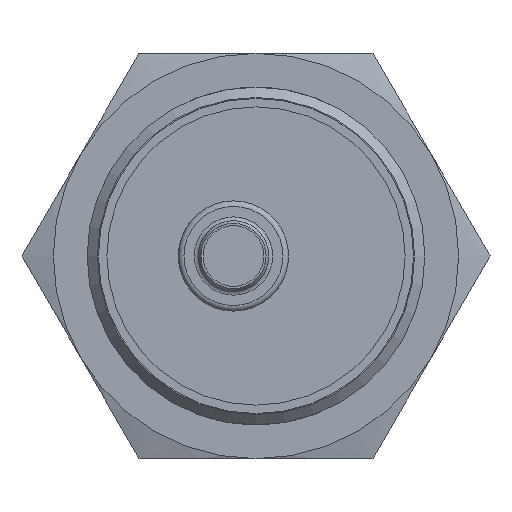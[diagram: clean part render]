
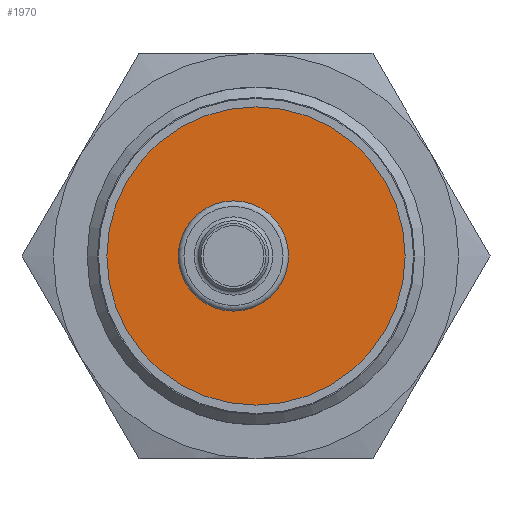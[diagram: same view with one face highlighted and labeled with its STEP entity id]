
A CAD part, left-side view. The second image highlights one B-rep face of the part: STEP entity #1970.
In plain terms, the highlighted planar face has unit normal (-1, 0, 0).
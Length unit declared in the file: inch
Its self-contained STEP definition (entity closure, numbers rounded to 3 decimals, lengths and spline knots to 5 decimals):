
#66 = AXIS2_PLACEMENT_3D ( 'NONE', #75, #3124, #2905 ) ;
#72 = VERTEX_POINT ( 'NONE', #1316 ) ;
#75 = CARTESIAN_POINT ( 'NONE',  ( 0., 0.07874, 0. ) ) ;
#87 = CIRCLE ( 'NONE', #66, 0.19291 ) ;
#243 = EDGE_CURVE ( 'NONE', #1312, #1312, #87, .T. ) ;
#391 = CARTESIAN_POINT ( 'NONE',  ( 0., 0., 0. ) ) ;
#1098 = EDGE_LOOP ( 'NONE', ( #3001 ) ) ;
#1234 = ORIENTED_EDGE ( 'NONE', *, *, #243, .T. ) ;
#1312 = VERTEX_POINT ( 'NONE', #2547 ) ;
#1316 = CARTESIAN_POINT ( 'NONE',  ( 0., 0., 0.52165 ) ) ;
#1427 = DIRECTION ( 'NONE',  ( -1., 0., 0. ) ) ;
#1907 = AXIS2_PLACEMENT_3D ( 'NONE', #391, #1427, #3189 ) ;
#1970 = ADVANCED_FACE ( 'NONE', ( #3050, #2228 ), #2949, .T. ) ;
#2006 = AXIS2_PLACEMENT_3D ( 'NONE', #3167, #2689, #2929 ) ;
#2170 = CIRCLE ( 'NONE', #2006, 0.52165 ) ;
#2228 = FACE_OUTER_BOUND ( 'NONE', #1098, .T. ) ;
#2341 = EDGE_LOOP ( 'NONE', ( #1234 ) ) ;
#2547 = CARTESIAN_POINT ( 'NONE',  ( 0., 0.07874, -0.19291 ) ) ;
#2624 = EDGE_CURVE ( 'NONE', #72, #72, #2170, .T. ) ;
#2689 = DIRECTION ( 'NONE',  ( -1., 0., 0. ) ) ;
#2905 = DIRECTION ( 'NONE',  ( 0., 0., -1. ) ) ;
#2929 = DIRECTION ( 'NONE',  ( 0., 0., 1. ) ) ;
#2949 = PLANE ( 'NONE',  #1907 ) ;
#3001 = ORIENTED_EDGE ( 'NONE', *, *, #2624, .T. ) ;
#3050 = FACE_BOUND ( 'NONE', #2341, .T. ) ;
#3124 = DIRECTION ( 'NONE',  ( 1., 0., 0. ) ) ;
#3167 = CARTESIAN_POINT ( 'NONE',  ( 0., 0., 0. ) ) ;
#3189 = DIRECTION ( 'NONE',  ( 0., 0., 1. ) ) ;
